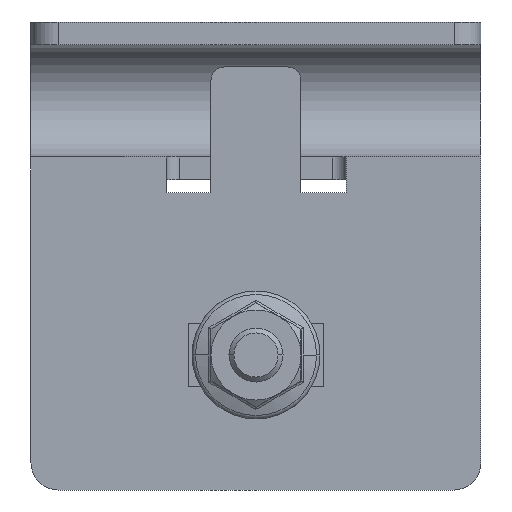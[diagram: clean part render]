
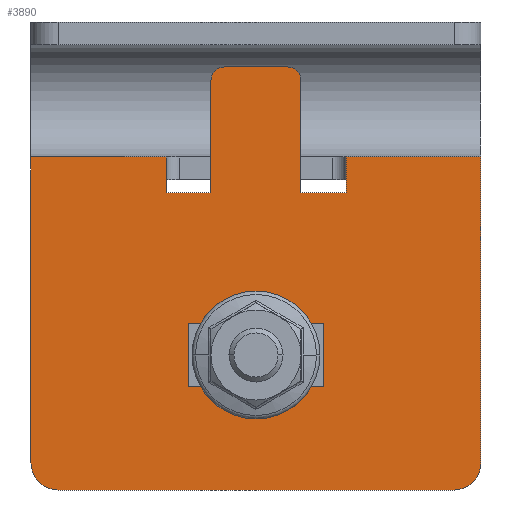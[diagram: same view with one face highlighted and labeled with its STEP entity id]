
A CAD part, front view. The second image highlights one B-rep face of the part: STEP entity #3890.
In plain terms, the highlighted planar face has unit normal (0, -1, 0).
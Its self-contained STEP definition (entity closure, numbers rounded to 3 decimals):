
#3099=DIRECTION('',(-1.,0.,0.));
#3100=VECTOR('',#3099,15.);
#3101=CARTESIAN_POINT('',(25.,-2.5,2.5));
#3102=LINE('',#3101,#3100);
#3173=DIRECTION('',(0.,0.,1.));
#3174=VECTOR('',#3173,34.);
#3175=CARTESIAN_POINT('',(25.,-2.5,-31.5));
#3176=LINE('',#3175,#3174);
#3271=DIRECTION('',(1.,0.,0.));
#3272=VECTOR('',#3271,5.);
#3273=CARTESIAN_POINT('',(-10.,-2.5,-1.5));
#3274=LINE('',#3273,#3272);
#3279=DIRECTION('',(0.,0.,1.));
#3280=VECTOR('',#3279,12.5);
#3281=CARTESIAN_POINT('',(-5.,-2.5,-1.5));
#3282=LINE('',#3281,#3280);
#3283=DIRECTION('',(0.,0.,1.));
#3284=VECTOR('',#3283,4.);
#3285=CARTESIAN_POINT('',(10.,-2.5,-1.5));
#3286=LINE('',#3285,#3284);
#3287=CARTESIAN_POINT('',(22.,-2.5,-31.5));
#3288=DIRECTION('',(0.,-1.,0.));
#3289=DIRECTION('',(0.,0.,-1.));
#3290=AXIS2_PLACEMENT_3D('',#3287,#3288,#3289);
#3292=DIRECTION('',(1.,0.,0.));
#3293=VECTOR('',#3292,44.);
#3294=CARTESIAN_POINT('',(-22.,-2.5,-34.5));
#3295=LINE('',#3294,#3293);
#3296=CARTESIAN_POINT('',(-22.,-2.5,-31.5));
#3297=DIRECTION('',(0.,-1.,0.));
#3298=DIRECTION('',(-1.,0.,0.));
#3299=AXIS2_PLACEMENT_3D('',#3296,#3297,#3298);
#3301=DIRECTION('',(0.,0.,1.));
#3302=VECTOR('',#3301,34.);
#3303=CARTESIAN_POINT('',(-25.,-2.5,-31.5));
#3304=LINE('',#3303,#3302);
#3305=DIRECTION('',(1.,0.,0.));
#3306=VECTOR('',#3305,15.);
#3307=CARTESIAN_POINT('',(-25.,-2.5,2.5));
#3308=LINE('',#3307,#3306);
#3309=DIRECTION('',(0.,0.,-1.));
#3310=VECTOR('',#3309,4.);
#3311=CARTESIAN_POINT('',(-10.,-2.5,2.5));
#3312=LINE('',#3311,#3310);
#3313=CARTESIAN_POINT('',(-3.5,-2.5,11.));
#3314=DIRECTION('',(0.,-1.,0.));
#3315=DIRECTION('',(0.,0.,1.));
#3316=AXIS2_PLACEMENT_3D('',#3313,#3314,#3315);
#3318=DIRECTION('',(-1.,0.,0.));
#3319=VECTOR('',#3318,7.);
#3320=CARTESIAN_POINT('',(3.5,-2.5,12.5));
#3321=LINE('',#3320,#3319);
#3322=CARTESIAN_POINT('',(3.5,-2.5,11.));
#3323=DIRECTION('',(0.,-1.,0.));
#3324=DIRECTION('',(1.,0.,0.));
#3325=AXIS2_PLACEMENT_3D('',#3322,#3323,#3324);
#3327=DIRECTION('',(0.,0.,1.));
#3328=VECTOR('',#3327,12.5);
#3329=CARTESIAN_POINT('',(5.,-2.5,-1.5));
#3330=LINE('',#3329,#3328);
#3335=DIRECTION('',(1.,0.,0.));
#3336=VECTOR('',#3335,5.);
#3337=CARTESIAN_POINT('',(5.,-2.5,-1.5));
#3338=LINE('',#3337,#3336);
#3403=DIRECTION('',(0.,0.,1.));
#3404=VECTOR('',#3403,7.);
#3405=CARTESIAN_POINT('',(7.5,-2.5,-23.));
#3406=LINE('',#3405,#3404);
#3411=DIRECTION('',(-1.,0.,0.));
#3412=VECTOR('',#3411,15.);
#3413=CARTESIAN_POINT('',(7.5,-2.5,-16.));
#3414=LINE('',#3413,#3412);
#3419=DIRECTION('',(0.,0.,-1.));
#3420=VECTOR('',#3419,7.);
#3421=CARTESIAN_POINT('',(-7.5,-2.5,-16.));
#3422=LINE('',#3421,#3420);
#3427=DIRECTION('',(1.,0.,0.));
#3428=VECTOR('',#3427,15.);
#3429=CARTESIAN_POINT('',(-7.5,-2.5,-23.));
#3430=LINE('',#3429,#3428);
#3495=CARTESIAN_POINT('',(-7.5,-2.5,-16.));
#3496=CARTESIAN_POINT('',(-7.5,-2.5,-23.));
#3497=VERTEX_POINT('',#3495);
#3498=VERTEX_POINT('',#3496);
#3504=CARTESIAN_POINT('',(10.,-2.5,-1.5));
#3506=VERTEX_POINT('',#3504);
#3507=CARTESIAN_POINT('',(-3.5,-2.5,12.5));
#3508=VERTEX_POINT('',#3507);
#3522=CARTESIAN_POINT('',(25.,-2.5,-31.5));
#3524=VERTEX_POINT('',#3522);
#3541=CARTESIAN_POINT('',(-10.,-2.5,-1.5));
#3542=CARTESIAN_POINT('',(-5.,-2.5,-1.5));
#3543=VERTEX_POINT('',#3541);
#3544=VERTEX_POINT('',#3542);
#3550=CARTESIAN_POINT('',(5.,-2.5,-1.5));
#3552=VERTEX_POINT('',#3550);
#3553=CARTESIAN_POINT('',(7.5,-2.5,-23.));
#3554=CARTESIAN_POINT('',(7.5,-2.5,-16.));
#3555=VERTEX_POINT('',#3553);
#3556=VERTEX_POINT('',#3554);
#3559=CARTESIAN_POINT('',(-25.,-2.5,-31.5));
#3560=VERTEX_POINT('',#3559);
#3567=CARTESIAN_POINT('',(-5.,-2.5,11.));
#3568=VERTEX_POINT('',#3567);
#3573=CARTESIAN_POINT('',(22.,-2.5,-34.5));
#3574=VERTEX_POINT('',#3573);
#3575=CARTESIAN_POINT('',(-22.,-2.5,-34.5));
#3576=VERTEX_POINT('',#3575);
#3577=CARTESIAN_POINT('',(3.5,-2.5,12.5));
#3578=VERTEX_POINT('',#3577);
#3595=CARTESIAN_POINT('',(5.,-2.5,11.));
#3596=VERTEX_POINT('',#3595);
#3615=CARTESIAN_POINT('',(-10.,-2.5,2.5));
#3616=VERTEX_POINT('',#3615);
#3617=CARTESIAN_POINT('',(-25.,-2.5,2.5));
#3618=VERTEX_POINT('',#3617);
#3619=CARTESIAN_POINT('',(25.,-2.5,2.5));
#3620=CARTESIAN_POINT('',(10.,-2.5,2.5));
#3621=VERTEX_POINT('',#3619);
#3622=VERTEX_POINT('',#3620);
#3848=CARTESIAN_POINT('',(25.,-2.5,-34.5));
#3849=DIRECTION('',(0.,-1.,0.));
#3850=DIRECTION('',(0.,0.,-1.));
#3851=AXIS2_PLACEMENT_3D('',#3848,#3849,#3850);
#3852=PLANE('',#3851);
#3854=ORIENTED_EDGE('',*,*,#3853,.T.);
#3856=ORIENTED_EDGE('',*,*,#3855,.T.);
#3857=ORIENTED_EDGE('',*,*,#3638,.F.);
#3858=ORIENTED_EDGE('',*,*,#3759,.F.);
#3860=ORIENTED_EDGE('',*,*,#3859,.F.);
#3862=ORIENTED_EDGE('',*,*,#3861,.F.);
#3864=ORIENTED_EDGE('',*,*,#3863,.F.);
#3865=ORIENTED_EDGE('',*,*,#3726,.T.);
#3866=ORIENTED_EDGE('',*,*,#3630,.T.);
#3867=ORIENTED_EDGE('',*,*,#3665,.T.);
#3868=ORIENTED_EDGE('',*,*,#3827,.T.);
#3869=ORIENTED_EDGE('',*,*,#3839,.T.);
#3871=ORIENTED_EDGE('',*,*,#3870,.F.);
#3873=ORIENTED_EDGE('',*,*,#3872,.F.);
#3875=ORIENTED_EDGE('',*,*,#3874,.F.);
#3877=ORIENTED_EDGE('',*,*,#3876,.F.);
#3878=EDGE_LOOP('',(#3854,#3856,#3857,#3858,#3860,#3862,#3864,#3865,#3866,#3867,
#3868,#3869,#3871,#3873,#3875,#3877));
#3879=FACE_OUTER_BOUND('',#3878,.F.);
#3881=ORIENTED_EDGE('',*,*,#3880,.T.);
#3883=ORIENTED_EDGE('',*,*,#3882,.T.);
#3885=ORIENTED_EDGE('',*,*,#3884,.T.);
#3887=ORIENTED_EDGE('',*,*,#3886,.T.);
#3888=EDGE_LOOP('',(#3881,#3883,#3885,#3887));
#3889=FACE_BOUND('',#3888,.F.);
#3890=ADVANCED_FACE('',(#3879,#3889),#3852,.T.);
#3291=CIRCLE('',#3290,3.);
#3300=CIRCLE('',#3299,3.);
#3317=CIRCLE('',#3316,1.5);
#3326=CIRCLE('',#3325,1.5);
#3630=EDGE_CURVE('',#3618,#3616,#3308,.T.);
#3638=EDGE_CURVE('',#3621,#3622,#3102,.T.);
#3665=EDGE_CURVE('',#3616,#3543,#3312,.T.);
#3726=EDGE_CURVE('',#3560,#3618,#3304,.T.);
#3759=EDGE_CURVE('',#3524,#3621,#3176,.T.);
#3827=EDGE_CURVE('',#3543,#3544,#3274,.T.);
#3839=EDGE_CURVE('',#3544,#3568,#3282,.T.);
#3853=EDGE_CURVE('',#3552,#3506,#3338,.T.);
#3855=EDGE_CURVE('',#3506,#3622,#3286,.T.);
#3859=EDGE_CURVE('',#3574,#3524,#3291,.T.);
#3861=EDGE_CURVE('',#3576,#3574,#3295,.T.);
#3863=EDGE_CURVE('',#3560,#3576,#3300,.T.);
#3870=EDGE_CURVE('',#3508,#3568,#3317,.T.);
#3872=EDGE_CURVE('',#3578,#3508,#3321,.T.);
#3874=EDGE_CURVE('',#3596,#3578,#3326,.T.);
#3876=EDGE_CURVE('',#3552,#3596,#3330,.T.);
#3880=EDGE_CURVE('',#3555,#3556,#3406,.T.);
#3882=EDGE_CURVE('',#3556,#3497,#3414,.T.);
#3884=EDGE_CURVE('',#3497,#3498,#3422,.T.);
#3886=EDGE_CURVE('',#3498,#3555,#3430,.T.);
